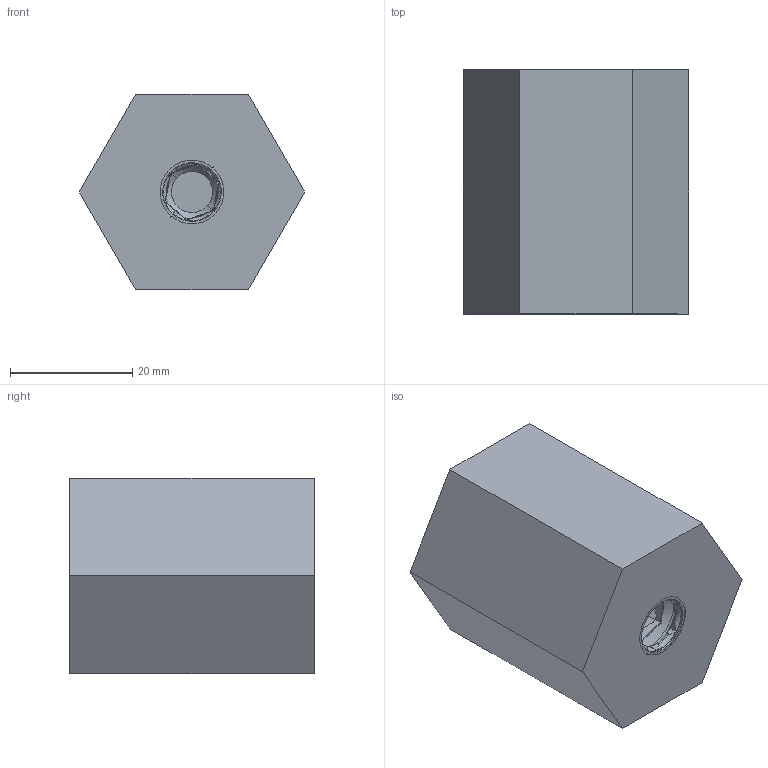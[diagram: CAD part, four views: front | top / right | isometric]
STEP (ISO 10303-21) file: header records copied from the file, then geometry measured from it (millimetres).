
FILE_DESCRIPTION (( 'STEP AP214' ), '1' );
FILE_NAME ('ﾏﾈﾎ-ﾑﾒ-40-32.STEP', '2024-04-25T08:40:54', ( '' ), ( '' ), 'SwSTEP 2.0', 'SolidWorks 2014', '' );
FILE_SCHEMA (( 'AUTOMOTIVE_DESIGN' ));
Length unit declared in the file: millimetre
Products named in the file (3): ÑÒ000029596 Çàêëåïêà ñ âíóòð. ðåçüáîé Ì8 ñòàëüíàÿ ñ óìåíüø. áîðòèêîì_‘¦ â ï; ﾏﾈﾎ-ﾑﾒ-40-32; Êîìïàóíä^âåèó.686110.002 èçîëÿòîð ïèî-ñò-40-32_-01
Assembly tree (3 placements, depth 2):
  ﾏﾈﾎ-ﾑﾒ-40-32
    ÑÒ000029596 Çàêëåïêà ñ âíóòð. ðåçüáîé Ì8 ñòàëüíàÿ ñ óìåíüø. áîðòèêîì_‘¦ â ï  x2
    Êîìïàóíä^âåèó.686110.002 èçîëÿòîð ïèî-ñò-40-32_-01
Bounding box: 36.95 x 40 x 32 mm (x, y, z)
Volume: 34070.5 mm3; surface area: 9245.8 mm2
Topology: 3 solids, 3 shells, 226 faces, 540 edges, 322 vertices
Faces by surface type: plane 98, torus 64, cone 48, cylinder 16
Entity records: 4262 total; most frequent: CARTESIAN_POINT 1040, DIRECTION 682, ORIENTED_EDGE 638, EDGE_CURVE 319, AXIS2_PLACEMENT_3D 287, VERTEX_POINT 189, CIRCLE 145, EDGE_LOOP 140
